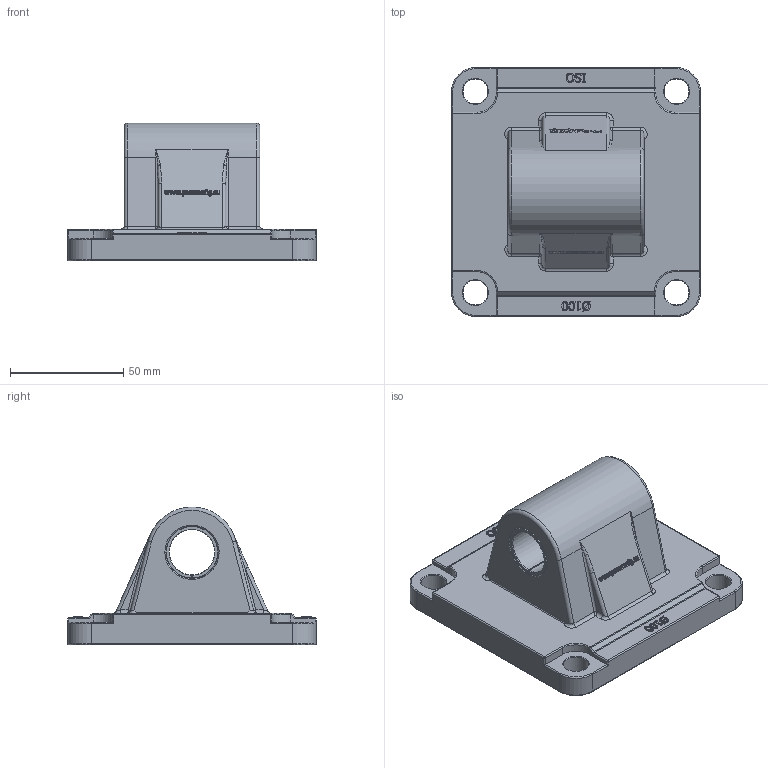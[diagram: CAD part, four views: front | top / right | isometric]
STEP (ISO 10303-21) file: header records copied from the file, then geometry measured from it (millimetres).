
FILE_DESCRIPTION(/* description */ (''),/* implementation_level */ '2;1');
FILE_NAME(/* name */ 'C-CFM-100.stp',/* time_stamp */ '2015-11-19T12:34:06+01:00',/* author */ (''),/* organization */ (''),/* preprocessor_version */ 'ST-DEVELOPER v15.2',/* originating_system */ 'Autodesk Translator Framework v2.0.0.5431',/* authorisation */ '');
FILE_SCHEMA (('AUTOMOTIVE_DESIGN { 1 0 10303 214 3 1 1 }'));
Length unit declared in the file: centimetre
Products named in the file (1): (Unsaved)
Bounding box: 110 x 110 x 61 mm (x, y, z)
Volume: 231168.8 mm3; surface area: 45121.7 mm2
Topology: 1 solids, 1 shells, 1532 faces, 4184 edges, 2713 vertices
Faces by surface type: bspline 858, plane 482, cylinder 85, cone 75, torus 20, sphere 12
Full cylindrical faces by diameter (mm): 11 x4, 23 x1, 55 x1
Entity records: 55933 total; most frequent: CARTESIAN_POINT 22939, ORIENTED_EDGE 8342, DIRECTION 4162, EDGE_CURVE 4151, VERTEX_POINT 2707, LINE 2114, VECTOR 2114, B_SPLINE_CURVE_WITH_KNOTS 1688
